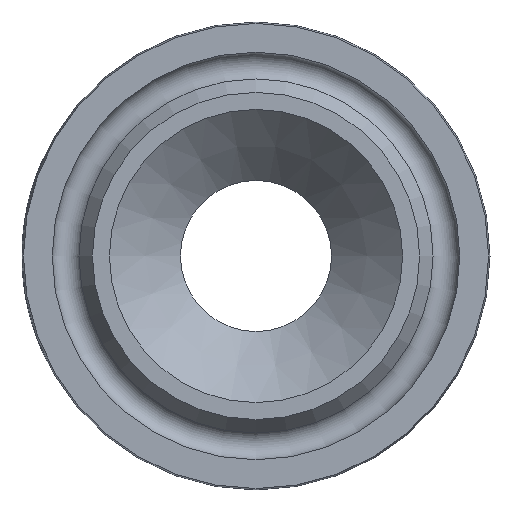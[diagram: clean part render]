
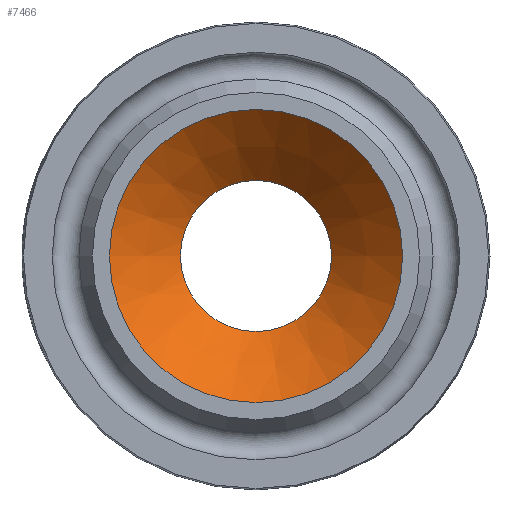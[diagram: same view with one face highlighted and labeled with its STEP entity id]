
A CAD part, left-side view. The second image highlights one B-rep face of the part: STEP entity #7466.
In plain terms, the highlighted conical face has half-angle 45 degrees and reference radius 5.966 mm.
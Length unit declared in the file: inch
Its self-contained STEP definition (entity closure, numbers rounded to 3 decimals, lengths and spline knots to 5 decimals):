
#18=CONICAL_SURFACE('',#7920,0.23489,45.);
#119=FACE_BOUND('',#1365,.T.);
#897=FACE_OUTER_BOUND('',#1364,.T.);
#1364=EDGE_LOOP('',(#6978));
#1365=EDGE_LOOP('',(#6979));
#1543=CIRCLE('',#7901,0.15978);
#1551=CIRCLE('',#7919,0.31);
#3668=VERTEX_POINT('',#16261);
#3676=VERTEX_POINT('',#16287);
#4770=EDGE_CURVE('',#3668,#3668,#1543,.T.);
#4778=EDGE_CURVE('',#3676,#3676,#1551,.T.);
#6978=ORIENTED_EDGE('',*,*,#4770,.F.);
#6979=ORIENTED_EDGE('',*,*,#4778,.T.);
#7466=ADVANCED_FACE('',(#897,#119),#18,.F.);
#7901=AXIS2_PLACEMENT_3D('',#16262,#9289,#9290);
#7919=AXIS2_PLACEMENT_3D('',#16288,#9325,#9326);
#7920=AXIS2_PLACEMENT_3D('',#16289,#9327,#9328);
#9289=DIRECTION('center_axis',(-1.,0.,0.));
#9290=DIRECTION('ref_axis',(0.,1.,0.));
#9325=DIRECTION('center_axis',(-1.,0.,0.));
#9326=DIRECTION('ref_axis',(0.,1.,0.));
#9327=DIRECTION('center_axis',(-1.,0.,0.));
#9328=DIRECTION('ref_axis',(0.,1.,0.));
#16261=CARTESIAN_POINT('',(0.8576,0.15978,0.));
#16262=CARTESIAN_POINT('Origin',(0.8576,0.,0.));
#16287=CARTESIAN_POINT('',(0.70738,0.31,0.));
#16288=CARTESIAN_POINT('Origin',(0.70738,0.,
0.));
#16289=CARTESIAN_POINT('Origin',(0.78249,0.,
0.));
